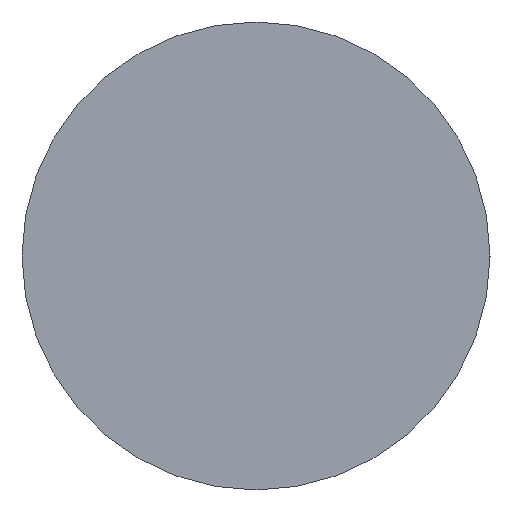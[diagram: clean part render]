
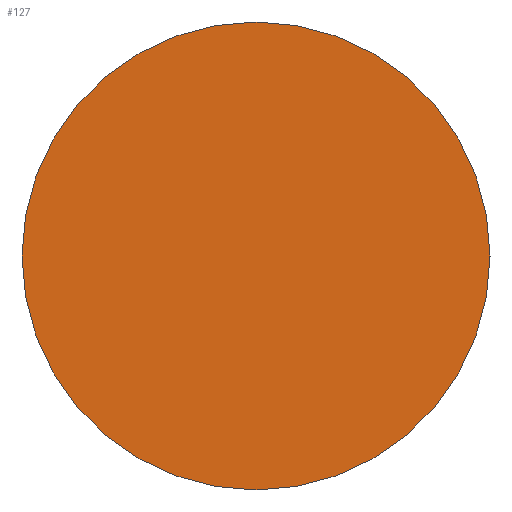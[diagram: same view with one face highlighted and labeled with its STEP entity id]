
A CAD part, left-side view. The second image highlights one B-rep face of the part: STEP entity #127.
In plain terms, the highlighted planar face has unit normal (-1, 0, 0).
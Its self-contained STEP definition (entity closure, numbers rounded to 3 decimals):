
#3 = PLANE ( 'NONE',  #56 ) ;
#8 = EDGE_CURVE ( 'NONE', #232, #251, #82, .T. ) ;
#9 = CIRCLE ( 'NONE', #115, 6. ) ;
#36 = ORIENTED_EDGE ( 'NONE', *, *, #8, .T. ) ;
#44 = DIRECTION ( 'NONE',  ( -1., 0., 0. ) ) ;
#56 = AXIS2_PLACEMENT_3D ( 'NONE', #123, #44, #143 ) ;
#82 = CIRCLE ( 'NONE', #171, 6. ) ;
#115 = AXIS2_PLACEMENT_3D ( 'NONE', #124, #207, #243 ) ;
#116 = DIRECTION ( 'NONE',  ( -1., 0., 0. ) ) ;
#123 = CARTESIAN_POINT ( 'NONE',  ( -98.054, 0., 1.5 ) ) ;
#124 = CARTESIAN_POINT ( 'NONE',  ( -98.054, 0., -4.5 ) ) ;
#127 = ADVANCED_FACE ( 'NONE', ( #186 ), #3, .T. ) ;
#133 = CARTESIAN_POINT ( 'NONE',  ( -98.054, 0., -4.5 ) ) ;
#141 = ORIENTED_EDGE ( 'NONE', *, *, #210, .T. ) ;
#143 = DIRECTION ( 'NONE',  ( 0., 0., 1. ) ) ;
#169 = CARTESIAN_POINT ( 'NONE',  ( -98.054, 0., -10.5 ) ) ;
#171 = AXIS2_PLACEMENT_3D ( 'NONE', #133, #116, #191 ) ;
#186 = FACE_OUTER_BOUND ( 'NONE', #193, .T. ) ;
#191 = DIRECTION ( 'NONE',  ( 0., 0., 1. ) ) ;
#193 = EDGE_LOOP ( 'NONE', ( #36, #141 ) ) ;
#200 = CARTESIAN_POINT ( 'NONE',  ( -98.054, 0., 1.5 ) ) ;
#207 = DIRECTION ( 'NONE',  ( -1., 0., 0. ) ) ;
#210 = EDGE_CURVE ( 'NONE', #251, #232, #9, .T. ) ;
#232 = VERTEX_POINT ( 'NONE', #200 ) ;
#243 = DIRECTION ( 'NONE',  ( 0., 0., 1. ) ) ;
#251 = VERTEX_POINT ( 'NONE', #169 ) ;
